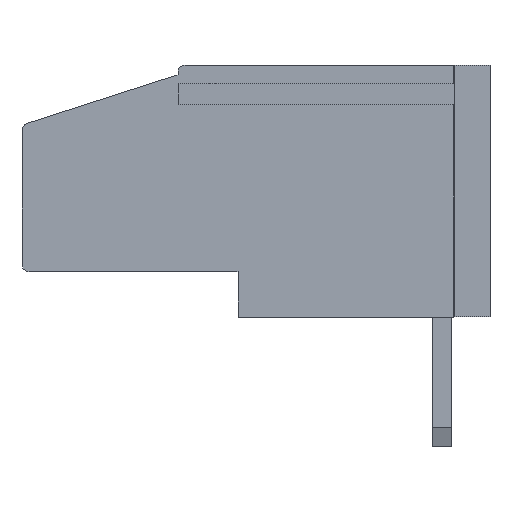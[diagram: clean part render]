
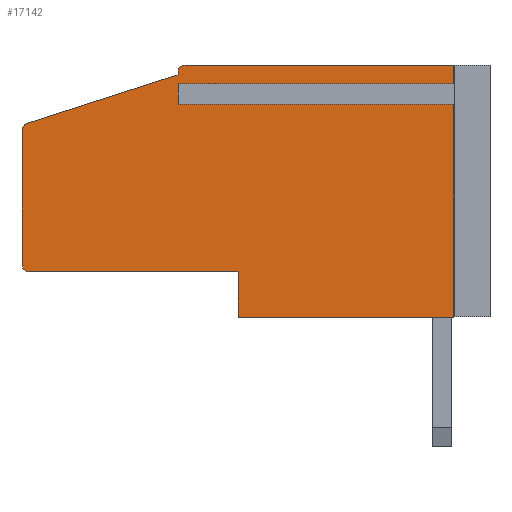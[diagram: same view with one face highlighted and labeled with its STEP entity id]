
A CAD part, left-side view. The second image highlights one B-rep face of the part: STEP entity #17142.
In plain terms, the highlighted planar face has unit normal (-1, 0, 0).
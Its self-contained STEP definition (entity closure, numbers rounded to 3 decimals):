
#148 = CARTESIAN_POINT ( 'NONE',  ( 0., 19.2, 1.9 ) ) ;
#455 = LINE ( 'NONE', #25230, #12075 ) ;
#570 = CARTESIAN_POINT ( 'NONE',  ( 0., 19.5, 1.9 ) ) ;
#764 = VERTEX_POINT ( 'NONE', #22805 ) ;
#853 = VERTEX_POINT ( 'NONE', #2928 ) ;
#904 = CARTESIAN_POINT ( 'NONE',  ( 0., 19.292, 8.067 ) ) ;
#969 = CIRCLE ( 'NONE', #9685, 0.3 ) ;
#1153 = DIRECTION ( 'NONE',  ( 1., 0., 0. ) ) ;
#1309 = VECTOR ( 'NONE', #21008, 1000. ) ;
#1964 = AXIS2_PLACEMENT_3D ( 'NONE', #8825, #6776, #12608 ) ;
#2098 = CARTESIAN_POINT ( 'NONE',  ( 0., 19.5, 10.5 ) ) ;
#2201 = CARTESIAN_POINT ( 'NONE',  ( 0., 13., 9.502 ) ) ;
#2217 = ORIENTED_EDGE ( 'NONE', *, *, #16851, .F. ) ;
#2295 = DIRECTION ( 'NONE',  ( 0., -1., 0. ) ) ;
#2358 = LINE ( 'NONE', #2098, #25720 ) ;
#2422 = LINE ( 'NONE', #20957, #17277 ) ;
#2590 = DIRECTION ( 'NONE',  ( 0., 1., 0. ) ) ;
#2928 = CARTESIAN_POINT ( 'NONE',  ( 0., 19.5, 7.782 ) ) ;
#3421 = AXIS2_PLACEMENT_3D ( 'NONE', #18347, #9642, #17941 ) ;
#3844 = ORIENTED_EDGE ( 'NONE', *, *, #11864, .F. ) ;
#4110 = EDGE_CURVE ( 'NONE', #8234, #12185, #9928, .T. ) ;
#4134 = CARTESIAN_POINT ( 'NONE',  ( 0., 13., 10.2 ) ) ;
#4137 = LINE ( 'NONE', #21135, #1309 ) ;
#5143 = EDGE_CURVE ( 'NONE', #6492, #853, #2358, .T. ) ;
#5673 = LINE ( 'NONE', #17514, #11082 ) ;
#5861 = EDGE_CURVE ( 'NONE', #21872, #853, #11099, .T. ) ;
#5862 = DIRECTION ( 'NONE',  ( 0., -1., 0. ) ) ;
#6075 = VECTOR ( 'NONE', #25434, 1000. ) ;
#6492 = VERTEX_POINT ( 'NONE', #15281 ) ;
#6742 = ORIENTED_EDGE ( 'NONE', *, *, #10451, .T. ) ;
#6776 = DIRECTION ( 'NONE',  ( -1., 0., 0. ) ) ;
#7073 = VECTOR ( 'NONE', #5862, 1000. ) ;
#8182 = CARTESIAN_POINT ( 'NONE',  ( 0., 19.5, 0. ) ) ;
#8234 = VERTEX_POINT ( 'NONE', #21429 ) ;
#8825 = CARTESIAN_POINT ( 'NONE',  ( 0., 19.2, 7.782 ) ) ;
#9142 = CARTESIAN_POINT ( 'NONE',  ( 0., 13., 9.502 ) ) ;
#9339 = VERTEX_POINT ( 'NONE', #17169 ) ;
#9424 = ORIENTED_EDGE ( 'NONE', *, *, #5143, .F. ) ;
#9500 = CIRCLE ( 'NONE', #3421, 0.3 ) ;
#9642 = DIRECTION ( 'NONE',  ( -1., 0., 0. ) ) ;
#9652 = EDGE_CURVE ( 'NONE', #15885, #10106, #2422, .T. ) ;
#9685 = AXIS2_PLACEMENT_3D ( 'NONE', #17110, #25678, #11401 ) ;
#9783 = EDGE_CURVE ( 'NONE', #764, #25450, #455, .T. ) ;
#9928 = LINE ( 'NONE', #8182, #7073 ) ;
#10106 = VERTEX_POINT ( 'NONE', #22736 ) ;
#10122 = DIRECTION ( 'NONE',  ( 0., 0., -1. ) ) ;
#10400 = DIRECTION ( 'NONE',  ( 0., 0., 1. ) ) ;
#10451 = EDGE_CURVE ( 'NONE', #12429, #25450, #9500, .T. ) ;
#10519 = CARTESIAN_POINT ( 'NONE',  ( 0., 13., 9.098 ) ) ;
#10563 = DIRECTION ( 'NONE',  ( 0., 0., 1. ) ) ;
#11082 = VECTOR ( 'NONE', #21592, 1000. ) ;
#11099 = CIRCLE ( 'NONE', #1964, 0.3 ) ;
#11401 = DIRECTION ( 'NONE',  ( 0., 0., -1. ) ) ;
#11450 = VERTEX_POINT ( 'NONE', #25885 ) ;
#11749 = CARTESIAN_POINT ( 'NONE',  ( 0., 13., 9.098 ) ) ;
#11756 = DIRECTION ( 'NONE',  ( 0., -1., 0. ) ) ;
#11805 = VECTOR ( 'NONE', #20702, 1000. ) ;
#11864 = EDGE_CURVE ( 'NONE', #15885, #25635, #26714, .T. ) ;
#12075 = VECTOR ( 'NONE', #10400, 1000. ) ;
#12185 = VERTEX_POINT ( 'NONE', #15335 ) ;
#12429 = VERTEX_POINT ( 'NONE', #25499 ) ;
#12544 = LINE ( 'NONE', #570, #17275 ) ;
#12608 = DIRECTION ( 'NONE',  ( 0., 0., -1. ) ) ;
#12666 = VECTOR ( 'NONE', #11756, 1000. ) ;
#12834 = CARTESIAN_POINT ( 'NONE',  ( 0., 1.5, 10.5 ) ) ;
#13538 = PLANE ( 'NONE',  #24319 ) ;
#13614 = ORIENTED_EDGE ( 'NONE', *, *, #17285, .F. ) ;
#13651 = CARTESIAN_POINT ( 'NONE',  ( 0., 19.5, 10.5 ) ) ;
#15019 = LINE ( 'NONE', #12834, #23127 ) ;
#15281 = CARTESIAN_POINT ( 'NONE',  ( 0., 19.5, 2.2 ) ) ;
#15335 = CARTESIAN_POINT ( 'NONE',  ( 0., 1.5, 0. ) ) ;
#15409 = EDGE_CURVE ( 'NONE', #17345, #25657, #12544, .T. ) ;
#15759 = ORIENTED_EDGE ( 'NONE', *, *, #18798, .F. ) ;
#15885 = VERTEX_POINT ( 'NONE', #9142 ) ;
#16361 = EDGE_LOOP ( 'NONE', ( #9424, #16772, #24438, #13614, #20942, #23111, #15759, #3844, #26049, #2217, #23878, #6742, #22374, #25190, #25921 ) ) ;
#16772 = ORIENTED_EDGE ( 'NONE', *, *, #20709, .T. ) ;
#16851 = EDGE_CURVE ( 'NONE', #11450, #10106, #23246, .T. ) ;
#17110 = CARTESIAN_POINT ( 'NONE',  ( 0., 19.2, 2.2 ) ) ;
#17142 = ADVANCED_FACE ( 'NONE', ( #17355 ), #13538, .F. ) ;
#17169 = CARTESIAN_POINT ( 'NONE',  ( 0., 1.5, 9.098 ) ) ;
#17216 = CARTESIAN_POINT ( 'NONE',  ( 0., 19.5, 10.5 ) ) ;
#17275 = VECTOR ( 'NONE', #2590, 1000. ) ;
#17277 = VECTOR ( 'NONE', #2295, 1000. ) ;
#17285 = EDGE_CURVE ( 'NONE', #8234, #17345, #4137, .T. ) ;
#17345 = VERTEX_POINT ( 'NONE', #25624 ) ;
#17355 = FACE_OUTER_BOUND ( 'NONE', #16361, .T. ) ;
#17514 = CARTESIAN_POINT ( 'NONE',  ( 0., 19.5, 8. ) ) ;
#17941 = DIRECTION ( 'NONE',  ( 0., 0., -1. ) ) ;
#18347 = CARTESIAN_POINT ( 'NONE',  ( 0., 12.7, 10.2 ) ) ;
#18798 = EDGE_CURVE ( 'NONE', #25635, #9339, #22482, .T. ) ;
#19042 = CARTESIAN_POINT ( 'NONE',  ( 0., 1.5, 10.5 ) ) ;
#19911 = LINE ( 'NONE', #13651, #12666 ) ;
#20275 = EDGE_CURVE ( 'NONE', #12429, #11450, #19911, .T. ) ;
#20702 = DIRECTION ( 'NONE',  ( 0., -1., 0. ) ) ;
#20709 = EDGE_CURVE ( 'NONE', #6492, #25657, #969, .T. ) ;
#20942 = ORIENTED_EDGE ( 'NONE', *, *, #4110, .T. ) ;
#20957 = CARTESIAN_POINT ( 'NONE',  ( 0., 13., 9.502 ) ) ;
#21008 = DIRECTION ( 'NONE',  ( 0., 0., 1. ) ) ;
#21135 = CARTESIAN_POINT ( 'NONE',  ( 0., 10.5, 1.9 ) ) ;
#21429 = CARTESIAN_POINT ( 'NONE',  ( 0., 10.5, 0. ) ) ;
#21592 = DIRECTION ( 'NONE',  ( 0., -0.952, 0.307 ) ) ;
#21709 = DIRECTION ( 'NONE',  ( 0., 0., -1. ) ) ;
#21872 = VERTEX_POINT ( 'NONE', #904 ) ;
#21948 = EDGE_CURVE ( 'NONE', #9339, #12185, #15019, .T. ) ;
#22374 = ORIENTED_EDGE ( 'NONE', *, *, #9783, .F. ) ;
#22482 = LINE ( 'NONE', #10519, #11805 ) ;
#22736 = CARTESIAN_POINT ( 'NONE',  ( 0., 1.5, 9.502 ) ) ;
#22805 = CARTESIAN_POINT ( 'NONE',  ( 0., 13., 10.1 ) ) ;
#23034 = VECTOR ( 'NONE', #10122, 1000. ) ;
#23111 = ORIENTED_EDGE ( 'NONE', *, *, #21948, .F. ) ;
#23127 = VECTOR ( 'NONE', #24826, 1000. ) ;
#23246 = LINE ( 'NONE', #19042, #6075 ) ;
#23878 = ORIENTED_EDGE ( 'NONE', *, *, #20275, .F. ) ;
#24319 = AXIS2_PLACEMENT_3D ( 'NONE', #17216, #1153, #21709 ) ;
#24438 = ORIENTED_EDGE ( 'NONE', *, *, #15409, .F. ) ;
#24505 = EDGE_CURVE ( 'NONE', #21872, #764, #5673, .T. ) ;
#24826 = DIRECTION ( 'NONE',  ( 0., 0., -1. ) ) ;
#25190 = ORIENTED_EDGE ( 'NONE', *, *, #24505, .F. ) ;
#25230 = CARTESIAN_POINT ( 'NONE',  ( 0., 13., 10.1 ) ) ;
#25434 = DIRECTION ( 'NONE',  ( 0., 0., -1. ) ) ;
#25450 = VERTEX_POINT ( 'NONE', #4134 ) ;
#25499 = CARTESIAN_POINT ( 'NONE',  ( 0., 12.7, 10.5 ) ) ;
#25624 = CARTESIAN_POINT ( 'NONE',  ( 0., 10.5, 1.9 ) ) ;
#25635 = VERTEX_POINT ( 'NONE', #11749 ) ;
#25657 = VERTEX_POINT ( 'NONE', #148 ) ;
#25678 = DIRECTION ( 'NONE',  ( -1., 0., 0. ) ) ;
#25720 = VECTOR ( 'NONE', #10563, 1000. ) ;
#25885 = CARTESIAN_POINT ( 'NONE',  ( 0., 1.5, 10.5 ) ) ;
#25921 = ORIENTED_EDGE ( 'NONE', *, *, #5861, .T. ) ;
#26049 = ORIENTED_EDGE ( 'NONE', *, *, #9652, .T. ) ;
#26714 = LINE ( 'NONE', #2201, #23034 ) ;
